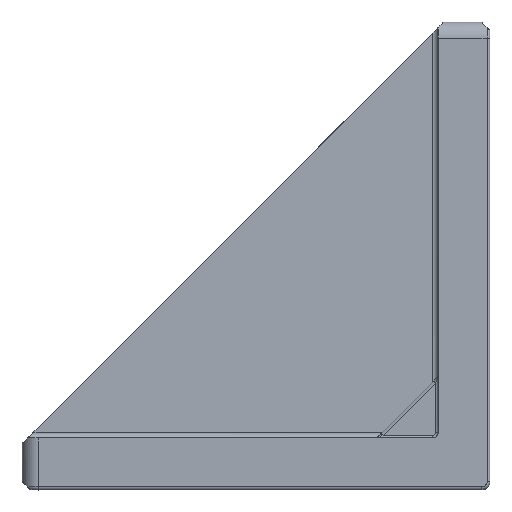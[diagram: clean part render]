
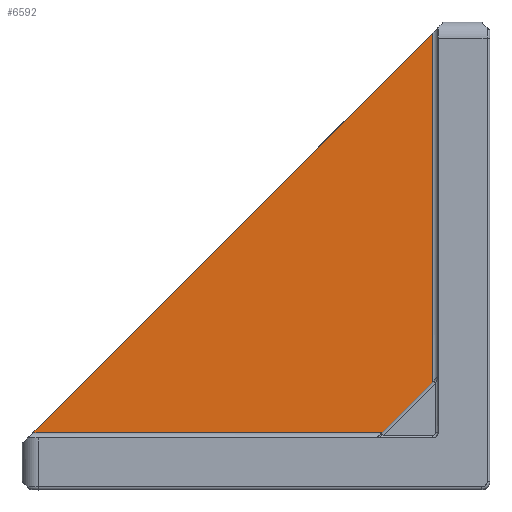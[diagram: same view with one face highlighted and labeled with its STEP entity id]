
A CAD part, top view. The second image highlights one B-rep face of the part: STEP entity #6592.
In plain terms, the highlighted planar face has unit normal (-0.012, 0.012, 1).
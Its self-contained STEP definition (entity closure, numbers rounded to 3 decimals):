
#471 = LINE ( 'NONE', #7040, #2505 ) ;
#1098 = VERTEX_POINT ( 'NONE', #3227 ) ;
#1295 = LINE ( 'NONE', #2929, #9311 ) ;
#1389 = CARTESIAN_POINT ( 'NONE',  ( -86., 8.5, -15.5 ) ) ;
#2158 = DIRECTION ( 'NONE',  ( 1., 0., 0.012 ) ) ;
#2257 = DIRECTION ( 'NONE',  ( 1., 0., 0.012 ) ) ;
#2389 = EDGE_CURVE ( 'NONE', #1098, #8500, #1295, .T. ) ;
#2505 = VECTOR ( 'NONE', #7681, 1000. ) ;
#2929 = CARTESIAN_POINT ( 'NONE',  ( -86., 8.5, -15.5 ) ) ;
#3227 = CARTESIAN_POINT ( 'NONE',  ( -84.012, 10.488, -15.5 ) ) ;
#4339 = ORIENTED_EDGE ( 'NONE', *, *, #8155, .T. ) ;
#4916 = ORIENTED_EDGE ( 'NONE', *, *, #2389, .F. ) ;
#6003 = PLANE ( 'NONE',  #6322 ) ;
#6322 = AXIS2_PLACEMENT_3D ( 'NONE', #1389, #6780, #2158 ) ;
#6436 = VERTEX_POINT ( 'NONE', #8806 ) ;
#6592 = ADVANCED_FACE ( 'NONE', ( #8160 ), #6003, .T. ) ;
#6702 = CARTESIAN_POINT ( 'NONE',  ( -10.488, 84.012, -15.5 ) ) ;
#6780 = DIRECTION ( 'NONE',  ( -0.012, 0.012, 1. ) ) ;
#7040 = CARTESIAN_POINT ( 'NONE',  ( -10.488, 85., -15.512 ) ) ;
#7275 = EDGE_CURVE ( 'NONE', #6436, #8500, #471, .T. ) ;
#7371 = EDGE_LOOP ( 'NONE', ( #4339, #8986, #4916 ) ) ;
#7681 = DIRECTION ( 'NONE',  ( 0., 1., -0.012 ) ) ;
#7714 = LINE ( 'NONE', #10046, #9564 ) ;
#8155 = EDGE_CURVE ( 'NONE', #1098, #6436, #7714, .T. ) ;
#8160 = FACE_OUTER_BOUND ( 'NONE', #7371, .T. ) ;
#8500 = VERTEX_POINT ( 'NONE', #6702 ) ;
#8806 = CARTESIAN_POINT ( 'NONE',  ( -10.488, 10.488, -14.593 ) ) ;
#8986 = ORIENTED_EDGE ( 'NONE', *, *, #7275, .T. ) ;
#9311 = VECTOR ( 'NONE', #9946, 1000. ) ;
#9564 = VECTOR ( 'NONE', #2257, 1000. ) ;
#9946 = DIRECTION ( 'NONE',  ( 0.707, 0.707, 0. ) ) ;
#10046 = CARTESIAN_POINT ( 'NONE',  ( -10.5, 10.488, -14.593 ) ) ;
